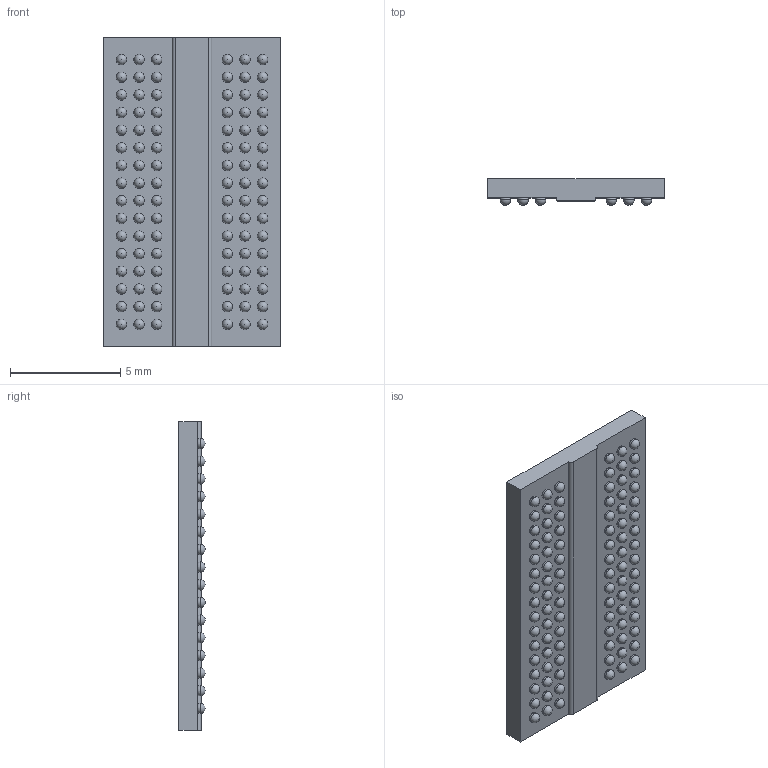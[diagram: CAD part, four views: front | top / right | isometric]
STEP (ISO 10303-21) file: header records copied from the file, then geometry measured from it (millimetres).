
FILE_DESCRIPTION(('FreeCAD Model'),'2;1');
FILE_NAME('Open CASCADE Shape Model','2024-10-08T17:16:50',(''),(''), 'Open CASCADE STEP processor 7.6','FreeCAD','Unknown');
FILE_SCHEMA(('AUTOMOTIVE_DESIGN { 1 0 10303 214 1 1 1 1 }'));
Length unit declared in the file: millimetre
Products named in the file (99): MT41K256M16TW-107-P--3DModel-STEP-56544; MT41K256M16TW-107(colon)P098; MT41K256M16TW-107(colon)P001; MT41K256M16TW-107(colon)P002; MT41K256M16TW-107(colon)P003; MT41K256M16TW-107(colon)P004; MT41K256M16TW-107(colon)P005; MT41K256M16TW-107(colon)P006; MT41K256M16TW-107(colon)P007; MT41K256M16TW-107(colon)P008; MT41K256M16TW-107(colon)P009; MT41K256M16TW-107(colon)P010; MT41K256M16TW-107(colon)P011; MT41K256M16TW-107(colon)P012; MT41K256M16TW-107(colon)P013; MT41K256M16TW-107(colon)P014; MT41K256M16TW-107(colon)P015; MT41K256M16TW-107(colon)P016; MT41K256M16TW-107(colon)P017; MT41K256M16TW-107(colon)P018; MT41K256M16TW-107(colon)P019; MT41K256M16TW-107(colon)P020; MT41K256M16TW-107(colon)P021; MT41K256M16TW-107(colon)P022; MT41K256M16TW-107(colon)P023; MT41K256M16TW-107(colon)P024; MT41K256M16TW-107(colon)P025; MT41K256M16TW-107(colon)P026; MT41K256M16TW-107(colon)P027; MT41K256M16TW-107(colon)P028; MT41K256M16TW-107(colon)P029; MT41K256M16TW-107(colon)P030; MT41K256M16TW-107(colon)P031; MT41K256M16TW-107(colon)P032; MT41K256M16TW-107(colon)P033; MT41K256M16TW-107(colon)P034; MT41K256M16TW-107(colon)P035; MT41K256M16TW-107(colon)P036; MT41K256M16TW-107(colon)P037; MT41K256M16TW-107(colon)P038 ...
Assembly tree (98 placements, depth 3):
  MT41K256M16TW-107-P--3DModel-STEP-56544
    MT41K256M16TW-107(colon)P098
      MT41K256M16TW-107(colon)P001
      MT41K256M16TW-107(colon)P002
      MT41K256M16TW-107(colon)P003
      MT41K256M16TW-107(colon)P004
      MT41K256M16TW-107(colon)P005
      MT41K256M16TW-107(colon)P006
      MT41K256M16TW-107(colon)P007
      MT41K256M16TW-107(colon)P008
      MT41K256M16TW-107(colon)P009
      MT41K256M16TW-107(colon)P010
      MT41K256M16TW-107(colon)P011
      MT41K256M16TW-107(colon)P012
      MT41K256M16TW-107(colon)P013
      MT41K256M16TW-107(colon)P014
      MT41K256M16TW-107(colon)P015
      MT41K256M16TW-107(colon)P016
      MT41K256M16TW-107(colon)P017
      MT41K256M16TW-107(colon)P018
      MT41K256M16TW-107(colon)P019
      MT41K256M16TW-107(colon)P020
      MT41K256M16TW-107(colon)P021
      MT41K256M16TW-107(colon)P022
      MT41K256M16TW-107(colon)P023
      MT41K256M16TW-107(colon)P024
      MT41K256M16TW-107(colon)P025
      MT41K256M16TW-107(colon)P026
      MT41K256M16TW-107(colon)P027
      MT41K256M16TW-107(colon)P028
      MT41K256M16TW-107(colon)P029
      MT41K256M16TW-107(colon)P030
      MT41K256M16TW-107(colon)P031
      MT41K256M16TW-107(colon)P032
      MT41K256M16TW-107(colon)P033
      MT41K256M16TW-107(colon)P034
      MT41K256M16TW-107(colon)P035
      MT41K256M16TW-107(colon)P036
      MT41K256M16TW-107(colon)P037
      MT41K256M16TW-107(colon)P038
      MT41K256M16TW-107(colon)P039
      MT41K256M16TW-107(colon)P040
      MT41K256M16TW-107(colon)P041
      MT41K256M16TW-107(colon)P042
      MT41K256M16TW-107(colon)P043
      MT41K256M16TW-107(colon)P044
      MT41K256M16TW-107(colon)P045
      MT41K256M16TW-107(colon)P046
      MT41K256M16TW-107(colon)P047
      MT41K256M16TW-107(colon)P048
      MT41K256M16TW-107(colon)P049
      MT41K256M16TW-107(colon)P050
      MT41K256M16TW-107(colon)P051
      MT41K256M16TW-107(colon)P052
      MT41K256M16TW-107(colon)P053
      MT41K256M16TW-107(colon)P054
      MT41K256M16TW-107(colon)P055
      MT41K256M16TW-107(colon)P056
      MT41K256M16TW-107(colon)P057
      MT41K256M16TW-107(colon)P058
Bounding box: 8 x 1.2 x 14 mm (x, y, z)
Volume: 104.3 mm3; surface area: 326.4 mm2
Topology: 97 solids, 97 shells, 302 faces, 801 edges, 599 vertices
Faces by surface type: sphere 192, plane 108, cylinder 2
Entity records: 12467 total; most frequent: CARTESIAN_POINT 2569, DIRECTION 1802, ORIENTED_EDGE 1410, AXIS2_PLACEMENT_3D 888, EDGE_CURVE 705, VERTEX_POINT 599, CIRCLE 487, FACE_BOUND 304
